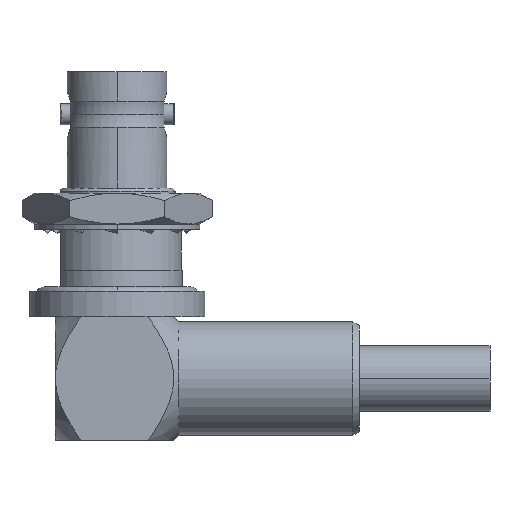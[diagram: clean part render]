
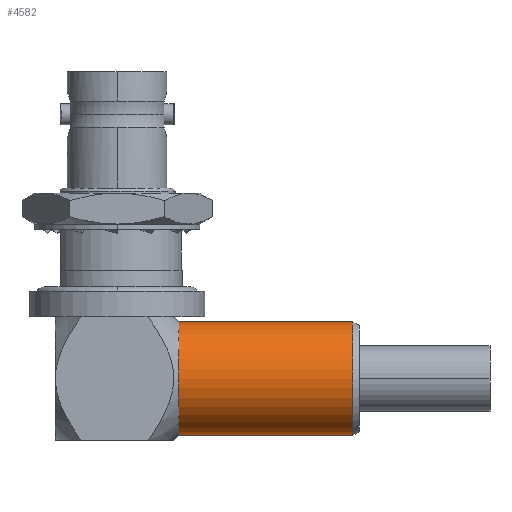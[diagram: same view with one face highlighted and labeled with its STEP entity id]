
A CAD part, left-side view. The second image highlights one B-rep face of the part: STEP entity #4582.
In plain terms, the highlighted cylindrical face has radius 5.5 mm (diameter 11 mm), a partial arc.
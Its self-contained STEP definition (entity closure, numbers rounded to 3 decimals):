
#8 = DIRECTION ( 'NONE',  ( 0., 1., 0. ) ) ;
#41 = CARTESIAN_POINT ( 'NONE',  ( 0., 6., -24.3 ) ) ;
#923 = CARTESIAN_POINT ( 'NONE',  ( 0., 6., -29.8 ) ) ;
#924 = DIRECTION ( 'NONE',  ( 0., 1., 0. ) ) ;
#925 = DIRECTION ( 'NONE',  ( 0., 0., 1. ) ) ;
#2355 = LINE ( 'NONE', #41, #7401 ) ;
#2365 = LINE ( 'NONE', #10339, #7654 ) ;
#2520 = EDGE_CURVE ( 'NONE', #6736, #11687, #2355, .T. ) ;
#2532 = EDGE_CURVE ( 'NONE', #10736, #10768, #2365, .T. ) ;
#4387 = ORIENTED_EDGE ( 'NONE', *, *, #2532, .F. ) ;
#4389 = ORIENTED_EDGE ( 'NONE', *, *, #2520, .T. ) ;
#4390 = ORIENTED_EDGE ( 'NONE', *, *, #11411, .T. ) ;
#4391 = ORIENTED_EDGE ( 'NONE', *, *, #11387, .F. ) ;
#4582 = ADVANCED_FACE ( 'NONE', ( #10449 ), #10452, .T. ) ;
#5060 = CARTESIAN_POINT ( 'NONE',  ( 0., -22.894, -35.3 ) ) ;
#5092 = CARTESIAN_POINT ( 'NONE',  ( 0., -6., -35.3 ) ) ;
#5702 = CARTESIAN_POINT ( 'NONE',  ( 0., -6., -29.8 ) ) ;
#5703 = DIRECTION ( 'NONE',  ( 0., 1., 0. ) ) ;
#5704 = DIRECTION ( 'NONE',  ( 0., 0., 1. ) ) ;
#5804 = CARTESIAN_POINT ( 'NONE',  ( 0., -22.894, -29.8 ) ) ;
#5805 = DIRECTION ( 'NONE',  ( 0., 1., 0. ) ) ;
#5806 = DIRECTION ( 'NONE',  ( 0., 0., 1. ) ) ;
#5932 = CARTESIAN_POINT ( 'NONE',  ( 0., -6., -24.3 ) ) ;
#5975 = EDGE_LOOP ( 'NONE', ( #4387, #4390, #4389, #4391 ) ) ;
#6736 = VERTEX_POINT ( 'NONE', #9051 ) ;
#7401 = VECTOR ( 'NONE', #8, 1000. ) ;
#7654 = VECTOR ( 'NONE', #10360, 1000. ) ;
#8457 = CIRCLE ( 'NONE', #8467, 5.5 ) ;
#8467 = AXIS2_PLACEMENT_3D ( 'NONE', #5702, #5703, #5704 ) ;
#8482 = CIRCLE ( 'NONE', #8491, 5.5 ) ;
#8491 = AXIS2_PLACEMENT_3D ( 'NONE', #5804, #5805, #5806 ) ;
#9051 = CARTESIAN_POINT ( 'NONE',  ( 0., -22.894, -24.3 ) ) ;
#10022 = AXIS2_PLACEMENT_3D ( 'NONE', #923, #924, #925 ) ;
#10339 = CARTESIAN_POINT ( 'NONE',  ( 0., 6., -35.3 ) ) ;
#10360 = DIRECTION ( 'NONE',  ( 0., 1., 0. ) ) ;
#10449 = FACE_OUTER_BOUND ( 'NONE', #5975, .T. ) ;
#10452 = CYLINDRICAL_SURFACE ( 'NONE', #10022, 5.5 ) ;
#10736 = VERTEX_POINT ( 'NONE', #5060 ) ;
#10768 = VERTEX_POINT ( 'NONE', #5092 ) ;
#11387 = EDGE_CURVE ( 'NONE', #10768, #11687, #8457, .T. ) ;
#11411 = EDGE_CURVE ( 'NONE', #10736, #6736, #8482, .T. ) ;
#11687 = VERTEX_POINT ( 'NONE', #5932 ) ;
